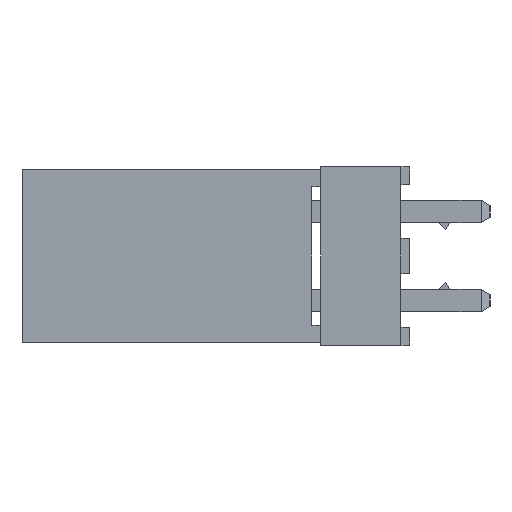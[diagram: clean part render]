
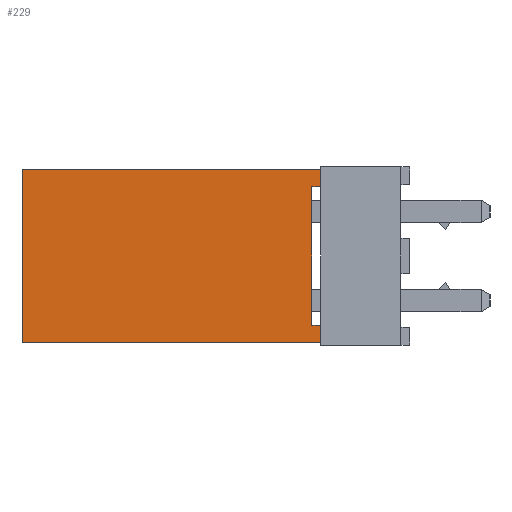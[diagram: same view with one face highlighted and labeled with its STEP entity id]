
A CAD part, left-side view. The second image highlights one B-rep face of the part: STEP entity #229.
In plain terms, the highlighted planar face has unit normal (-1, 0, 0).
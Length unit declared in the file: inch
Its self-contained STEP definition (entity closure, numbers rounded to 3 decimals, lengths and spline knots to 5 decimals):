
#229 = ADVANCED_FACE( '', ( #2008 ), #2009, .F. );
#2008 = FACE_OUTER_BOUND( '', #5597, .T. );
#2009 = PLANE( '', #5598 );
#5597 = EDGE_LOOP( '', ( #9744, #9745, #9746, #9747, #9748, #9749, #9750, #9751 ) );
#5598 = AXIS2_PLACEMENT_3D( '', #9752, #9753, #9754 );
#9744 = ORIENTED_EDGE( '', *, *, #23704, .T. );
#9745 = ORIENTED_EDGE( '', *, *, #23705, .T. );
#9746 = ORIENTED_EDGE( '', *, *, #23648, .F. );
#9747 = ORIENTED_EDGE( '', *, *, #23634, .F. );
#9748 = ORIENTED_EDGE( '', *, *, #23313, .T. );
#9749 = ORIENTED_EDGE( '', *, *, #23232, .T. );
#9750 = ORIENTED_EDGE( '', *, *, #23706, .T. );
#9751 = ORIENTED_EDGE( '', *, *, #23467, .T. );
#9752 = CARTESIAN_POINT( '', ( 0., 0.335, -0.0975 ) );
#9753 = DIRECTION( '', ( 1., 0., 0. ) );
#9754 = DIRECTION( '', ( 0., 0., -1. ) );
#23232 = EDGE_CURVE( '', #27738, #27736, #27739, .T. );
#23313 = EDGE_CURVE( '', #27898, #27738, #27899, .T. );
#23467 = EDGE_CURVE( '', #28177, #28175, #28178, .T. );
#23634 = EDGE_CURVE( '', #27898, #28510, #28511, .T. );
#23648 = EDGE_CURVE( '', #28510, #28530, #28531, .T. );
#23704 = EDGE_CURVE( '', #28175, #28622, #28623, .T. );
#23705 = EDGE_CURVE( '', #28622, #28530, #28624, .T. );
#23706 = EDGE_CURVE( '', #27736, #28177, #28625, .T. );
#27736 = VERTEX_POINT( '', #35178 );
#27738 = VERTEX_POINT( '', #35181 );
#27739 = LINE( '', #35182, #35183 );
#27898 = VERTEX_POINT( '', #35422 );
#27899 = LINE( '', #35423, #35424 );
#28175 = VERTEX_POINT( '', #35852 );
#28177 = VERTEX_POINT( '', #35855 );
#28178 = LINE( '', #35856, #35857 );
#28510 = VERTEX_POINT( '', #36355 );
#28511 = LINE( '', #36356, #36357 );
#28530 = VERTEX_POINT( '', #36389 );
#28531 = LINE( '', #36390, #36391 );
#28622 = VERTEX_POINT( '', #36537 );
#28623 = LINE( '', #36538, #36539 );
#28624 = LINE( '', #36540, #36541 );
#28625 = LINE( '', #36542, #36543 );
#35178 = CARTESIAN_POINT( '', ( 0., 0., -0.0775 ) );
#35181 = CARTESIAN_POINT( '', ( 0., 0., -0.0975 ) );
#35182 = CARTESIAN_POINT( '', ( 0., 0., -0.0975 ) );
#35183 = VECTOR( '', #46960, 39.37008 );
#35422 = CARTESIAN_POINT( '', ( 0., 0.335, -0.0975 ) );
#35423 = CARTESIAN_POINT( '', ( 0., 0.335, -0.0975 ) );
#35424 = VECTOR( '', #47041, 39.37008 );
#35852 = CARTESIAN_POINT( '', ( 0., 0.01, 0.0775 ) );
#35855 = CARTESIAN_POINT( '', ( 0., 0.01, -0.0775 ) );
#35856 = CARTESIAN_POINT( '', ( 0., 0.01, -0.0775 ) );
#35857 = VECTOR( '', #47195, 39.37008 );
#36355 = CARTESIAN_POINT( '', ( 0., 0.335, 0.0975 ) );
#36356 = CARTESIAN_POINT( '', ( 0., 0.335, -0.0975 ) );
#36357 = VECTOR( '', #47362, 39.37008 );
#36389 = CARTESIAN_POINT( '', ( 0., 0., 0.0975 ) );
#36390 = CARTESIAN_POINT( '', ( 0., 0.335, 0.0975 ) );
#36391 = VECTOR( '', #47376, 39.37008 );
#36537 = CARTESIAN_POINT( '', ( 0., 0., 0.0775 ) );
#36538 = CARTESIAN_POINT( '', ( 0., 0.01, 0.0775 ) );
#36539 = VECTOR( '', #47432, 39.37008 );
#36540 = CARTESIAN_POINT( '', ( 0., 0., -0.0975 ) );
#36541 = VECTOR( '', #47433, 39.37008 );
#36542 = CARTESIAN_POINT( '', ( 0., 0., -0.0775 ) );
#36543 = VECTOR( '', #47434, 39.37008 );
#46960 = DIRECTION( '', ( 0., 0., 1. ) );
#47041 = DIRECTION( '', ( 0., -1., 0. ) );
#47195 = DIRECTION( '', ( 0., 0., 1. ) );
#47362 = DIRECTION( '', ( 0., 0., 1. ) );
#47376 = DIRECTION( '', ( 0., -1., 0. ) );
#47432 = DIRECTION( '', ( 0., -1., 0. ) );
#47433 = DIRECTION( '', ( 0., 0., 1. ) );
#47434 = DIRECTION( '', ( 0., 1., 0. ) );
